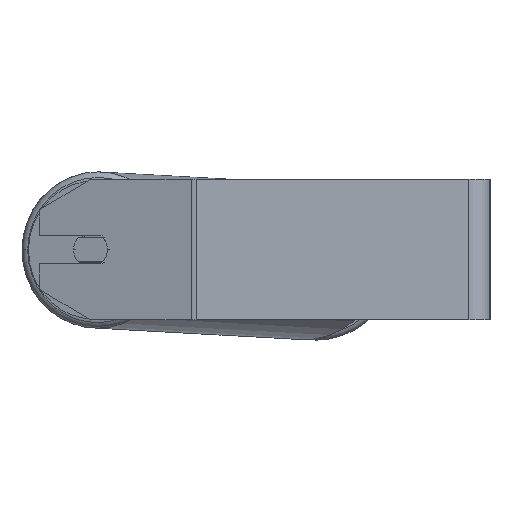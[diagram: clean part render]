
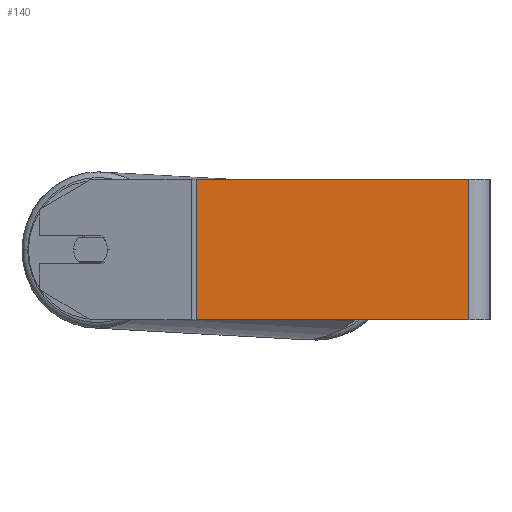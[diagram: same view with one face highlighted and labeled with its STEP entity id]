
A CAD part, left-side view. The second image highlights one B-rep face of the part: STEP entity #140.
In plain terms, the highlighted planar face has unit normal (-1, 0, 0).
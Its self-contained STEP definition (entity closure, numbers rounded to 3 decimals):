
#72 = EDGE_LOOP ( 'NONE', ( #7521, #8172, #3584, #5280 ) ) ;
#83 = PLANE ( 'NONE',  #7669 ) ;
#119 = CARTESIAN_POINT ( 'NONE',  ( -745., 166.995, -40. ) ) ;
#140 = ADVANCED_FACE ( 'NONE', ( #4110 ), #83, .F. ) ;
#250 = VERTEX_POINT ( 'NONE', #5353 ) ;
#741 = EDGE_CURVE ( 'NONE', #2336, #1371, #3113, .T. ) ;
#901 = EDGE_CURVE ( 'NONE', #1371, #250, #8423, .T. ) ;
#986 = CARTESIAN_POINT ( 'NONE',  ( -745., 168.575, 40. ) ) ;
#1106 = VECTOR ( 'NONE', #3633, 1000. ) ;
#1371 = VERTEX_POINT ( 'NONE', #7554 ) ;
#1435 = CARTESIAN_POINT ( 'NONE',  ( -745., 168.575, -40. ) ) ;
#1789 = VERTEX_POINT ( 'NONE', #119 ) ;
#2336 = VERTEX_POINT ( 'NONE', #8430 ) ;
#2358 = CARTESIAN_POINT ( 'NONE',  ( -745., 12., 40. ) ) ;
#2563 = EDGE_CURVE ( 'NONE', #1789, #250, #4910, .T. ) ;
#2582 = VECTOR ( 'NONE', #2764, 1000. ) ;
#2764 = DIRECTION ( 'NONE',  ( 0., -1., 0. ) ) ;
#3008 = DIRECTION ( 'NONE',  ( 0., 0., -1. ) ) ;
#3113 = LINE ( 'NONE', #986, #1106 ) ;
#3584 = ORIENTED_EDGE ( 'NONE', *, *, #741, .F. ) ;
#3633 = DIRECTION ( 'NONE',  ( 0., -1., 0. ) ) ;
#3741 = LINE ( 'NONE', #3782, #6756 ) ;
#3782 = CARTESIAN_POINT ( 'NONE',  ( -745., 166.995, 40. ) ) ;
#4110 = FACE_OUTER_BOUND ( 'NONE', #72, .T. ) ;
#4910 = LINE ( 'NONE', #1435, #2582 ) ;
#5038 = DIRECTION ( 'NONE',  ( 0., 0., -1. ) ) ;
#5280 = ORIENTED_EDGE ( 'NONE', *, *, #6277, .T. ) ;
#5353 = CARTESIAN_POINT ( 'NONE',  ( -745., 12., -40. ) ) ;
#6197 = VECTOR ( 'NONE', #5038, 1000. ) ;
#6277 = EDGE_CURVE ( 'NONE', #2336, #1789, #3741, .T. ) ;
#6756 = VECTOR ( 'NONE', #8559, 1000. ) ;
#7521 = ORIENTED_EDGE ( 'NONE', *, *, #2563, .T. ) ;
#7554 = CARTESIAN_POINT ( 'NONE',  ( -745., 12., 40. ) ) ;
#7669 = AXIS2_PLACEMENT_3D ( 'NONE', #8187, #8488, #3008 ) ;
#8172 = ORIENTED_EDGE ( 'NONE', *, *, #901, .F. ) ;
#8187 = CARTESIAN_POINT ( 'NONE',  ( -745., 168.575, 40. ) ) ;
#8423 = LINE ( 'NONE', #2358, #6197 ) ;
#8430 = CARTESIAN_POINT ( 'NONE',  ( -745., 166.995, 40. ) ) ;
#8488 = DIRECTION ( 'NONE',  ( 1., 0., 0. ) ) ;
#8559 = DIRECTION ( 'NONE',  ( 0., 0., -1. ) ) ;
